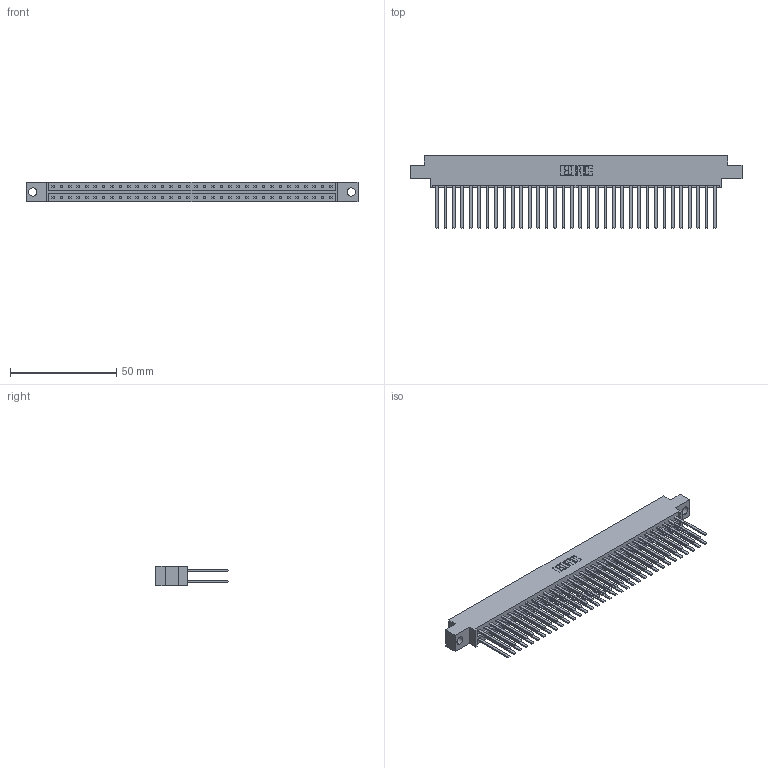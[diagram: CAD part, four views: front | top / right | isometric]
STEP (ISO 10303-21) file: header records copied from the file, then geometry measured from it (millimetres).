
FILE_DESCRIPTION (( 'STEP AP203' ), '1' );
FILE_NAME ('833-068-544-804.STEP', '2020-06-05T11:00:27', ( '' ), ( '' ), 'SwSTEP 2.0', 'SolidWorks 2020', '' );
FILE_SCHEMA (( 'CONFIG_CONTROL_DESIGN' ));
Length unit declared in the file: inch
Products named in the file (3): 833 Part_Offset - .156 Dia - TH; 345-292-001_345-293-144; 833-068-544-804
Assembly tree (69 placements, depth 2):
  833-068-544-804
    833 Part_Offset - .156 Dia - TH
    345-292-001_345-293-144  x68
Bounding box: 156.26 x 34.3 x 9.4 mm (x, y, z)
Volume: 16516.1 mm3; surface area: 22529.6 mm2
Topology: 69 solids, 69 shells, 3246 faces, 9639 edges, 6334 vertices
Faces by surface type: plane 2250, cylinder 996
Entity records: 22859 total; most frequent: CARTESIAN_POINT 3798, ORIENTED_EDGE 3734, DIRECTION 3255, EDGE_CURVE 1867, VECTOR 1743, LINE 1743, VERTEX_POINT 1242, AXIS2_PLACEMENT_3D 756
